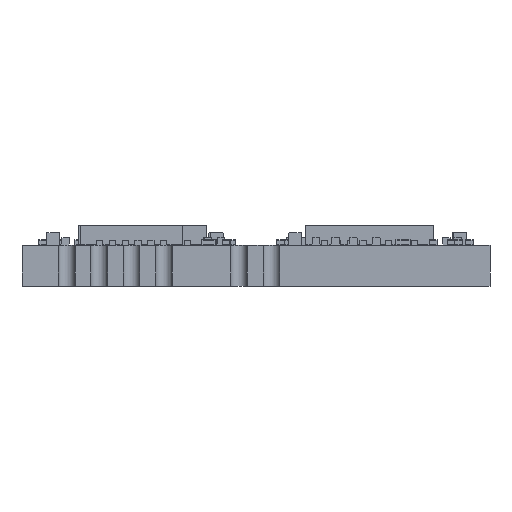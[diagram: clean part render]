
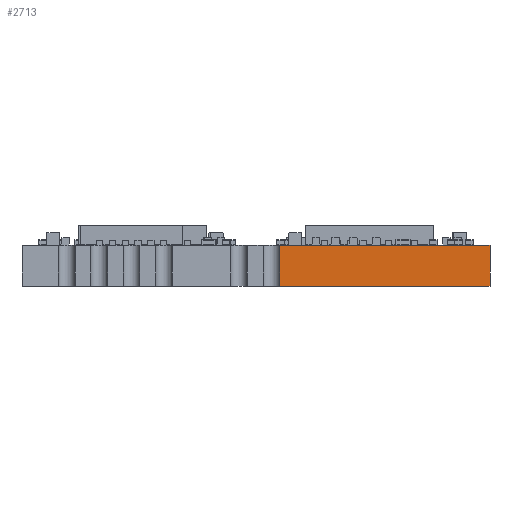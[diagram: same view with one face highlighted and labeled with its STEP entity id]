
A CAD part, front view. The second image highlights one B-rep face of the part: STEP entity #2713.
In plain terms, the highlighted planar face has unit normal (0, -1, 0).
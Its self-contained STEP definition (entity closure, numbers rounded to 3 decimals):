
#2684 = EDGE_CURVE('',#2685,#2687,#2689,.T.);
#2685 = VERTEX_POINT('',#2686);
#2686 = CARTESIAN_POINT('',(162.165,-172.56,0.));
#2687 = VERTEX_POINT('',#2688);
#2688 = CARTESIAN_POINT('',(162.165,-172.56,-1.6));
#2689 = LINE('',#2690,#2691);
#2690 = CARTESIAN_POINT('',(162.165,-172.56,0.));
#2691 = VECTOR('',#2692,1.);
#2692 = DIRECTION('',(0.,0.,-1.));
#2713 = ADVANCED_FACE('',(#2714),#2739,.F.);
#2714 = FACE_BOUND('',#2715,.F.);
#2715 = EDGE_LOOP('',(#2716,#2726,#2732,#2733));
#2716 = ORIENTED_EDGE('',*,*,#2717,.T.);
#2717 = EDGE_CURVE('',#2718,#2720,#2722,.T.);
#2718 = VERTEX_POINT('',#2719);
#2719 = CARTESIAN_POINT('',(170.38,-172.56,0.));
#2720 = VERTEX_POINT('',#2721);
#2721 = CARTESIAN_POINT('',(170.38,-172.56,-1.6));
#2722 = LINE('',#2723,#2724);
#2723 = CARTESIAN_POINT('',(170.38,-172.56,0.));
#2724 = VECTOR('',#2725,1.);
#2725 = DIRECTION('',(0.,0.,-1.));
#2726 = ORIENTED_EDGE('',*,*,#2727,.T.);
#2727 = EDGE_CURVE('',#2720,#2687,#2728,.T.);
#2728 = LINE('',#2729,#2730);
#2729 = CARTESIAN_POINT('',(170.38,-172.56,-1.6));
#2730 = VECTOR('',#2731,1.);
#2731 = DIRECTION('',(-1.,0.,0.));
#2732 = ORIENTED_EDGE('',*,*,#2684,.F.);
#2733 = ORIENTED_EDGE('',*,*,#2734,.F.);
#2734 = EDGE_CURVE('',#2718,#2685,#2735,.T.);
#2735 = LINE('',#2736,#2737);
#2736 = CARTESIAN_POINT('',(170.38,-172.56,0.));
#2737 = VECTOR('',#2738,1.);
#2738 = DIRECTION('',(-1.,0.,0.));
#2739 = PLANE('',#2740);
#2740 = AXIS2_PLACEMENT_3D('',#2741,#2742,#2743);
#2741 = CARTESIAN_POINT('',(170.38,-172.56,0.));
#2742 = DIRECTION('',(0.,1.,0.));
#2743 = DIRECTION('',(-1.,0.,0.));
